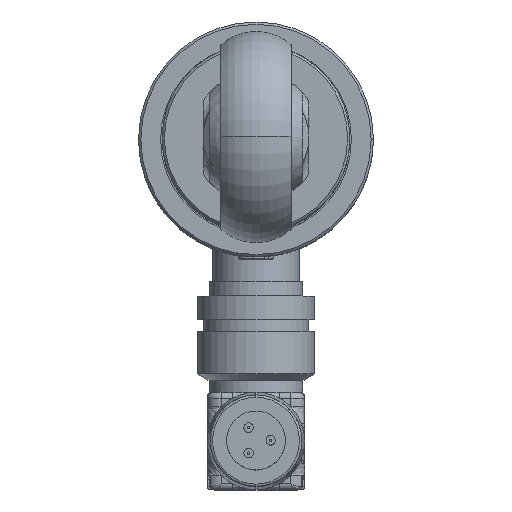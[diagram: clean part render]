
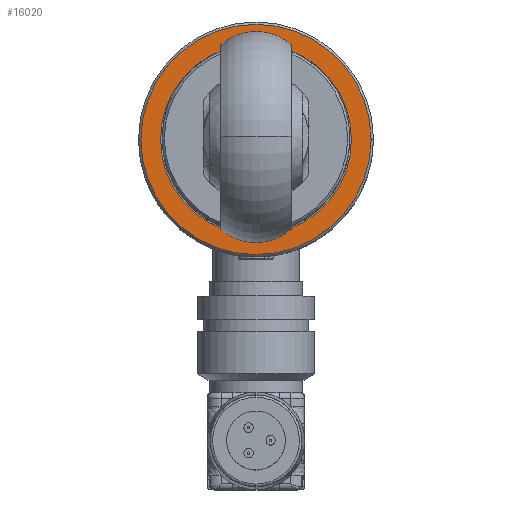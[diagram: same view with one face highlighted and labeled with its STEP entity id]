
A CAD part, top view. The second image highlights one B-rep face of the part: STEP entity #16020.
In plain terms, the highlighted planar face has unit normal (0, 0, 1).
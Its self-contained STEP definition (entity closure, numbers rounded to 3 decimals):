
#6763 = CARTESIAN_POINT ( 'NONE',  ( 8.125, 0., -54.2 ) ) ;
#6924 = FACE_OUTER_BOUND ( 'NONE', #15895, .T. ) ;
#6957 = FACE_BOUND ( 'NONE', #16060, .T. ) ;
#7020 = CARTESIAN_POINT ( 'NONE',  ( 0., 0., -54.2 ) ) ;
#7021 = AXIS2_PLACEMENT_3D ( 'NONE', #7020, #7041, #7054 ) ;
#7022 = CIRCLE ( 'NONE', #7021, 9.8 ) ;
#7041 = DIRECTION ( 'NONE',  ( 0., 0., 1. ) ) ;
#7054 = DIRECTION ( 'NONE',  ( -1., 0., 0. ) ) ;
#7200 = DIRECTION ( 'NONE',  ( -1., 0., 0. ) ) ;
#7202 = DIRECTION ( 'NONE',  ( 0., 0., 1. ) ) ;
#7203 = CARTESIAN_POINT ( 'NONE',  ( 0., 0., -54.2 ) ) ;
#7204 = AXIS2_PLACEMENT_3D ( 'NONE', #7203, #7202, #7200 ) ;
#7212 = PLANE ( 'NONE',  #7204 ) ;
#7389 = DIRECTION ( 'NONE',  ( -1., 0., 0. ) ) ;
#7390 = DIRECTION ( 'NONE',  ( 0., 0., 1. ) ) ;
#7391 = CARTESIAN_POINT ( 'NONE',  ( 0., 0., -54.2 ) ) ;
#7392 = AXIS2_PLACEMENT_3D ( 'NONE', #7391, #7390, #7389 ) ;
#7393 = CIRCLE ( 'NONE', #7392, 8.125 ) ;
#7755 = CARTESIAN_POINT ( 'NONE',  ( -8.125, 0., -54.2 ) ) ;
#15293 = EDGE_CURVE ( 'NONE', #15863, #15857, #20781, .T. ) ;
#15857 = VERTEX_POINT ( 'NONE', #22686 ) ;
#15863 = VERTEX_POINT ( 'NONE', #22743 ) ;
#15895 = EDGE_LOOP ( 'NONE', ( #16048, #16042 ) ) ;
#15898 = EDGE_CURVE ( 'NONE', #15906, #16178, #22815, .T. ) ;
#15906 = VERTEX_POINT ( 'NONE', #6763 ) ;
#15918 = ORIENTED_EDGE ( 'NONE', *, *, #16058, .F. ) ;
#15974 = EDGE_CURVE ( 'NONE', #15857, #15863, #7022, .T. ) ;
#16020 = ADVANCED_FACE ( 'NONE', ( #6924, #6957 ), #7212, .T. ) ;
#16042 = ORIENTED_EDGE ( 'NONE', *, *, #15293, .T. ) ;
#16048 = ORIENTED_EDGE ( 'NONE', *, *, #15974, .T. ) ;
#16058 = EDGE_CURVE ( 'NONE', #16178, #15906, #7393, .T. ) ;
#16060 = EDGE_LOOP ( 'NONE', ( #15918, #16130 ) ) ;
#16130 = ORIENTED_EDGE ( 'NONE', *, *, #15898, .F. ) ;
#16178 = VERTEX_POINT ( 'NONE', #7755 ) ;
#20780 = DIRECTION ( 'NONE',  ( -1., 0., 0. ) ) ;
#20781 = CIRCLE ( 'NONE', #20796, 9.8 ) ;
#20783 = CARTESIAN_POINT ( 'NONE',  ( 0., 0., -54.2 ) ) ;
#20790 = DIRECTION ( 'NONE',  ( 0., 0., 1. ) ) ;
#20796 = AXIS2_PLACEMENT_3D ( 'NONE', #20783, #20790, #20780 ) ;
#22686 = CARTESIAN_POINT ( 'NONE',  ( 9.8, 0., -54.2 ) ) ;
#22743 = CARTESIAN_POINT ( 'NONE',  ( -9.8, 0., -54.2 ) ) ;
#22812 = CARTESIAN_POINT ( 'NONE',  ( 0., 0., -54.2 ) ) ;
#22815 = CIRCLE ( 'NONE', #22829, 8.125 ) ;
#22829 = AXIS2_PLACEMENT_3D ( 'NONE', #22812, #22851, #22845 ) ;
#22845 = DIRECTION ( 'NONE',  ( -1., 0., 0. ) ) ;
#22851 = DIRECTION ( 'NONE',  ( 0., 0., 1. ) ) ;
